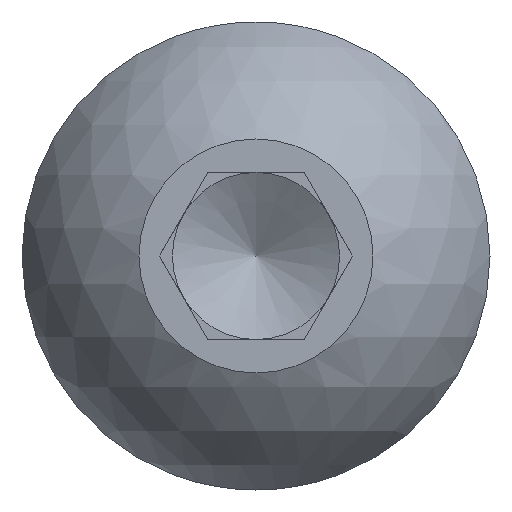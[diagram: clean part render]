
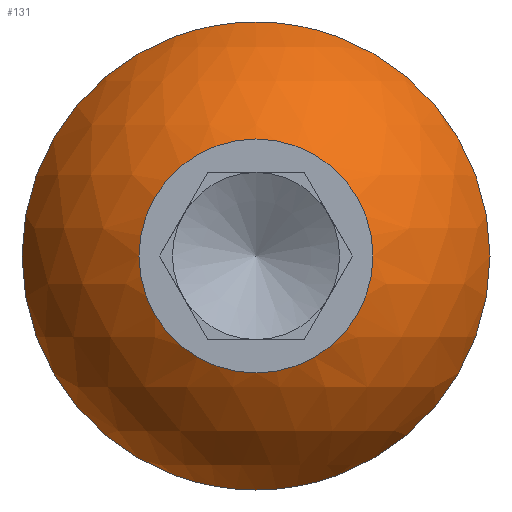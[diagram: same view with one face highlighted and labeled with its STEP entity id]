
A CAD part, left-side view. The second image highlights one B-rep face of the part: STEP entity #131.
In plain terms, the highlighted spherical face has radius 7.454 mm.
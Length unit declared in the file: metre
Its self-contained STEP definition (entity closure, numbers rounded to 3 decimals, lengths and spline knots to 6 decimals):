
#131 = ADVANCED_FACE( 'NONE', ( #285, #286 ), #287, .T. );
#285 = FACE_BOUND( '', #435, .T. );
#286 = FACE_OUTER_BOUND( '', #436, .T. );
#287 = SPHERICAL_SURFACE( '', #437, 0.007454 );
#435 = EDGE_LOOP( '', ( #683 ) );
#436 = EDGE_LOOP( '', ( #684 ) );
#437 = AXIS2_PLACEMENT_3D( '', #685, #686, #687 );
#683 = ORIENTED_EDGE( '', *, *, #767, .F. );
#684 = ORIENTED_EDGE( '', *, *, #801, .T. );
#685 = CARTESIAN_POINT( '', ( 0.006581, 0., 0. ) );
#686 = DIRECTION( '', ( 0., 0., -1. ) );
#687 = DIRECTION( '', ( 0., 1., 0. ) );
#767 = EDGE_CURVE( 'NONE', #891, #891, #892, .T. );
#801 = EDGE_CURVE( 'NONE', #936, #936, #937, .T. );
#891 = VERTEX_POINT( '', #1040 );
#892 = CIRCLE( '', #1041, 0.0035 );
#936 = VERTEX_POINT( '', #1094 );
#937 = CIRCLE( '', #1095, 0.007 );
#1040 = CARTESIAN_POINT( '', ( 0., 0., 0.0035 ) );
#1041 = AXIS2_PLACEMENT_3D( '', #1183, #1184, #1185 );
#1094 = CARTESIAN_POINT( '', ( 0.00402, 0., 0.007 ) );
#1095 = AXIS2_PLACEMENT_3D( '', #1222, #1223, #1224 );
#1183 = CARTESIAN_POINT( '', ( 0., 0., 0. ) );
#1184 = DIRECTION( '', ( -1., 0., 0. ) );
#1185 = DIRECTION( '', ( 0., 0., 1. ) );
#1222 = CARTESIAN_POINT( '', ( 0.00402, 0., 0. ) );
#1223 = DIRECTION( '', ( -1., 0., 0. ) );
#1224 = DIRECTION( '', ( 0., 0., 1. ) );
